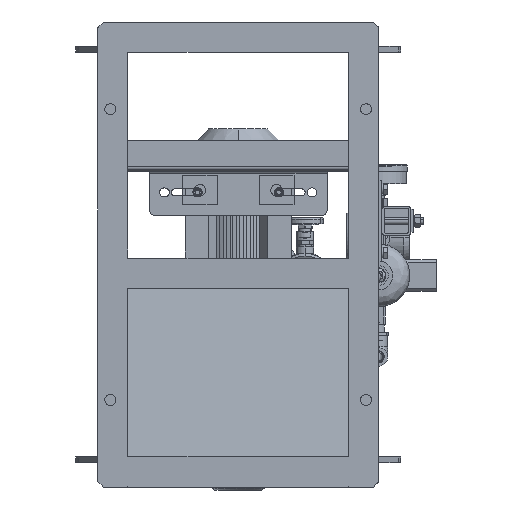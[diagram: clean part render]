
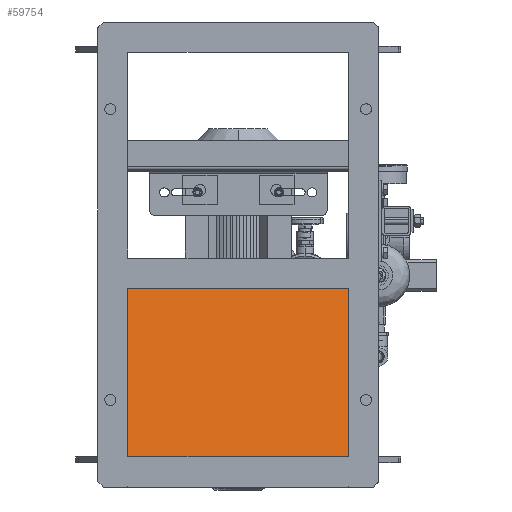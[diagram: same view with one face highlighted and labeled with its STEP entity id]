
A CAD part, front view. The second image highlights one B-rep face of the part: STEP entity #59754.
In plain terms, the highlighted planar face has unit normal (0, -0.982, 0.187).
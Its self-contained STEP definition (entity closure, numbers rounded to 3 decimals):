
#3913 = VECTOR ( 'NONE', #86502, 1000. ) ;
#13850 = CARTESIAN_POINT ( 'NONE',  ( -190., -283.965, -97.437 ) ) ;
#17456 = DIRECTION ( 'NONE',  ( -1., 0., 0. ) ) ;
#20704 = VECTOR ( 'NONE', #34496, 1000. ) ;
#28241 = VECTOR ( 'NONE', #71305, 1000. ) ;
#30399 = VERTEX_POINT ( 'NONE', #32534 ) ;
#32534 = CARTESIAN_POINT ( 'NONE',  ( -190., -228.965, 192. ) ) ;
#34496 = DIRECTION ( 'NONE',  ( -1., 0., 0. ) ) ;
#34970 = CARTESIAN_POINT ( 'NONE',  ( 190., -228.965, 192. ) ) ;
#40150 = EDGE_CURVE ( 'NONE', #90683, #60242, #86121, .T. ) ;
#42239 = AXIS2_PLACEMENT_3D ( 'NONE', #67936, #104187, #58503 ) ;
#44413 = CARTESIAN_POINT ( 'NONE',  ( 190., -283.965, -97.437 ) ) ;
#47098 = LINE ( 'NONE', #62440, #55597 ) ;
#47884 = ORIENTED_EDGE ( 'NONE', *, *, #59802, .T. ) ;
#50621 = ORIENTED_EDGE ( 'NONE', *, *, #40150, .F. ) ;
#55597 = VECTOR ( 'NONE', #17456, 1000. ) ;
#57716 = PLANE ( 'NONE',  #42239 ) ;
#58503 = DIRECTION ( 'NONE',  ( 0., 0.187, 0.982 ) ) ;
#59754 = ADVANCED_FACE ( 'NONE', ( #104116 ), #57716, .F. ) ;
#59802 = EDGE_CURVE ( 'NONE', #30399, #77085, #91533, .T. ) ;
#60242 = VERTEX_POINT ( 'NONE', #111587 ) ;
#62440 = CARTESIAN_POINT ( 'NONE',  ( 190., -228.965, 192. ) ) ;
#67936 = CARTESIAN_POINT ( 'NONE',  ( 190., -283.965, -97.437 ) ) ;
#68904 = CARTESIAN_POINT ( 'NONE',  ( -190., -283.965, -97.437 ) ) ;
#71305 = DIRECTION ( 'NONE',  ( 0., -0.187, -0.982 ) ) ;
#75734 = LINE ( 'NONE', #80655, #20704 ) ;
#77085 = VERTEX_POINT ( 'NONE', #68904 ) ;
#79042 = ORIENTED_EDGE ( 'NONE', *, *, #102617, .F. ) ;
#80202 = EDGE_CURVE ( 'NONE', #90683, #30399, #47098, .T. ) ;
#80655 = CARTESIAN_POINT ( 'NONE',  ( 190., -283.965, -97.437 ) ) ;
#86121 = LINE ( 'NONE', #44413, #28241 ) ;
#86502 = DIRECTION ( 'NONE',  ( 0., -0.187, -0.982 ) ) ;
#90683 = VERTEX_POINT ( 'NONE', #34970 ) ;
#91533 = LINE ( 'NONE', #13850, #3913 ) ;
#96572 = ORIENTED_EDGE ( 'NONE', *, *, #80202, .T. ) ;
#102617 = EDGE_CURVE ( 'NONE', #60242, #77085, #75734, .T. ) ;
#104116 = FACE_OUTER_BOUND ( 'NONE', #113707, .T. ) ;
#104187 = DIRECTION ( 'NONE',  ( 0., 0.982, -0.187 ) ) ;
#111587 = CARTESIAN_POINT ( 'NONE',  ( 190., -283.965, -97.437 ) ) ;
#113707 = EDGE_LOOP ( 'NONE', ( #96572, #47884, #79042, #50621 ) ) ;
